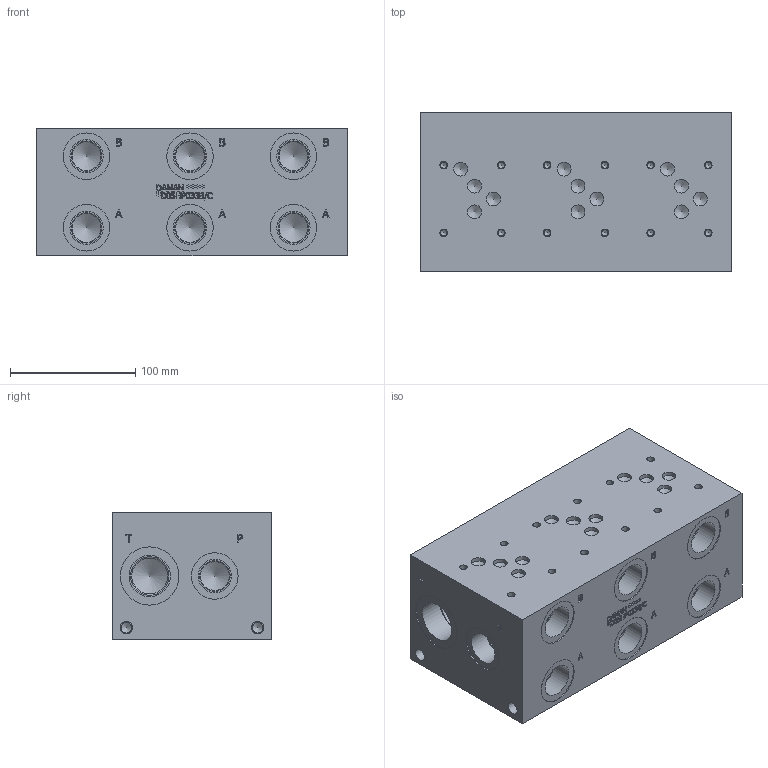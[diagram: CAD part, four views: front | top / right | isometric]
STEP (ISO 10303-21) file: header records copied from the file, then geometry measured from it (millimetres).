
FILE_DESCRIPTION(/* description */ (''),/* implementation_level */ '2;1');
FILE_NAME(/* name */ '_D05HP033B~C.stp',/* time_stamp */ '2020-03-10T16:17:06-04:00',/* author */ ('devonn'),/* organization */ (''),/* preprocessor_version */ 'ST-DEVELOPER v17',/* originating_system */ 'Autodesk Inventor 2019',/* authorisation */ '');
FILE_SCHEMA (('AUTOMOTIVE_DESIGN { 1 0 10303 214 3 1 1 }'));
Length unit declared in the file: millimetre
Products named in the file (1): Part_AD05HP033B~C_3D
Bounding box: 247.65 x 127 x 101.6 mm (x, y, z)
Volume: 2979929.3 mm3; surface area: 177161.4 mm2
Topology: 1 solids, 1 shells, 728 faces, 2004 edges, 1367 vertices
Faces by surface type: plane 398, bspline 187, cylinder 90, cone 53
Full cylindrical faces by diameter (mm): 5.004 x12, 5.994 x12, 8.509 x4, 10.008 x4, 11.113 x2, 11.125 x10, 14.29 x1, 15.9 x1, 20.62 x1, 22.23 x1, 22.54 x1, 23.012 x8, 24.409 x8, 26.543 x8, 28.575 x2, 30.16 x1, 30.632 x2, 32.995 x1, 33 x1, 37.109 x8, 46.558 x2
Entity records: 24600 total; most frequent: CARTESIAN_POINT 6492, ORIENTED_EDGE 3930, DIRECTION 3015, EDGE_CURVE 1965, VERTEX_POINT 1367, LINE 1251, VECTOR 1251, AXIS2_PLACEMENT_3D 882
